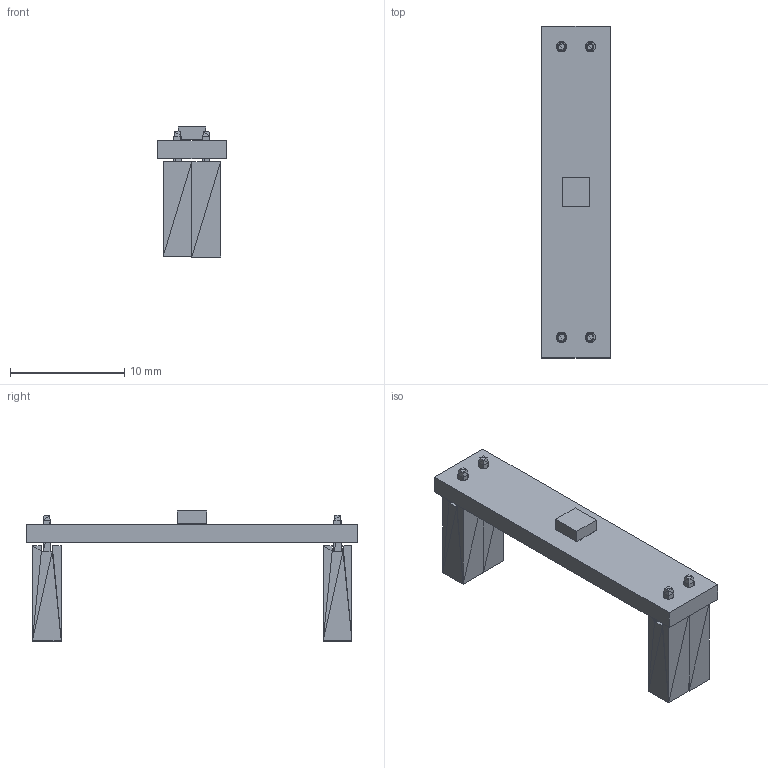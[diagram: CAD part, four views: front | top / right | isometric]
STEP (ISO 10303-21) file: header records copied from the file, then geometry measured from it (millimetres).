
FILE_DESCRIPTION(('for SolidWorks'),'2;1');
FILE_NAME('led_board.step','2024-06-19T01:19:53',('nik'),(''), 'Open CASCADE STEP processor 6.6','DipTrace','Unknown');
FILE_SCHEMA(('AUTOMOTIVE_DESIGN { 1 0 10303 214 1 1 1 1 }'));
Length unit declared in the file: millimetre
Products named in the file (4): PCB_led_board; Board_led_board; SK6805-2427; PBS_2
Assembly tree (4 placements, depth 2):
  PCB_led_board
    Board_led_board
    SK6805-2427
    PBS_2  x2
Bounding box: 6 x 29 x 11.36 mm (x, y, z)
Volume: 272.5 mm3; surface area: 971.2 mm2
Topology: 1 solids, 10 shells, 376 faces, 588 edges, 232 vertices
Faces by surface type: plane 372, cylinder 4
Full cylindrical faces by diameter (mm): 0.9 x4
Entity records: 5872 total; most frequent: DIRECTION 770, CARTESIAN_POINT 693, ORIENTED_EDGE 672, EDGE_CURVE 336, LINE 328, VECTOR 328, AXIS2_PLACEMENT_3D 221, FACE_BOUND 216
